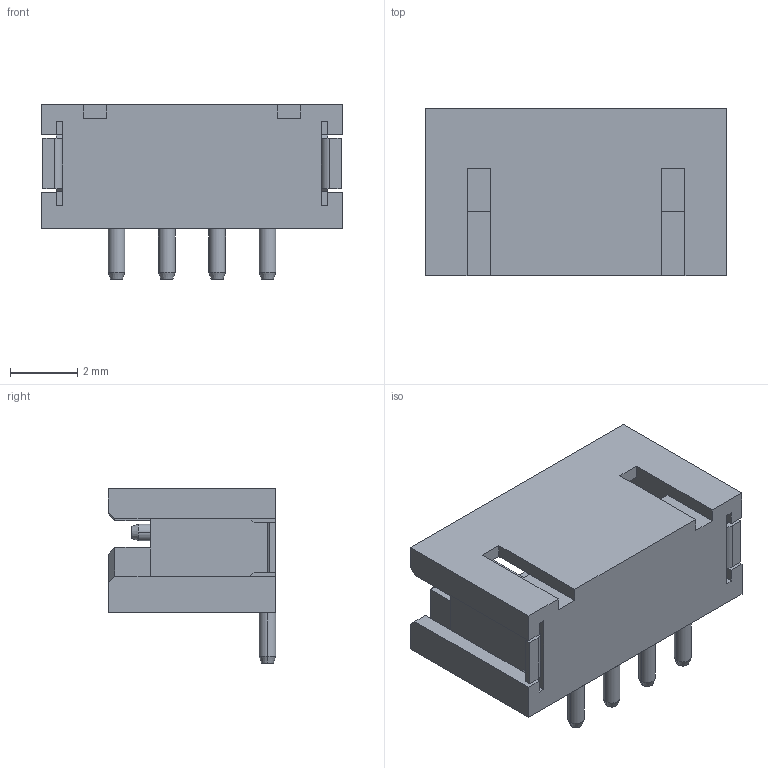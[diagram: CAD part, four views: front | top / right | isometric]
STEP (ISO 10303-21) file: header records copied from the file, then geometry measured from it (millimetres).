
FILE_DESCRIPTION (( 'STEP AP214' ), '1' );
FILE_NAME ('B4B-ZR-SM4-TFT(LF)(SN).STEP', '2019-05-12T13:58:16', ( '' ), ( '' ), 'SwSTEP 2.0', 'SolidWorks 2017', '' );
FILE_SCHEMA (( 'AUTOMOTIVE_DESIGN' ));
Length unit declared in the file: millimetre
Products named in the file (1): B4B-ZR-SM4-TFT(LF)(SN)
Bounding box: 9 x 5 x 5.2 mm (x, y, z)
Volume: 99.7 mm3; surface area: 343.3 mm2
Topology: 11 solids, 11 shells, 148 faces, 360 edges, 230 vertices
Faces by surface type: plane 112, cylinder 20, cone 16
Entity records: 4400 total; most frequent: CARTESIAN_POINT 739, DIRECTION 722, ORIENTED_EDGE 720, EDGE_CURVE 360, LINE 296, VECTOR 296, VERTEX_POINT 230, AXIS2_PLACEMENT_3D 213
